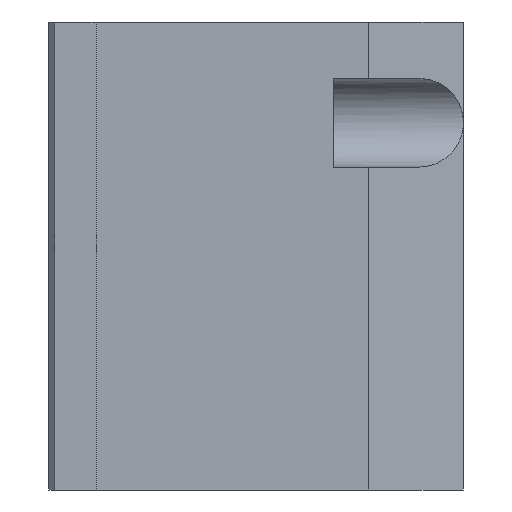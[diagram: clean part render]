
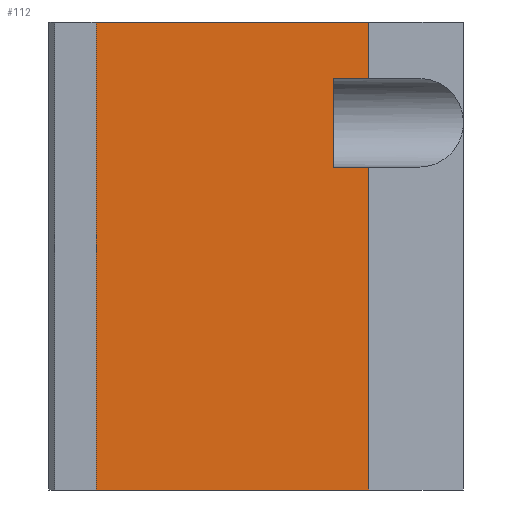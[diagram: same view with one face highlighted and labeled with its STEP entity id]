
A CAD part, left-side view. The second image highlights one B-rep face of the part: STEP entity #112.
In plain terms, the highlighted planar face has unit normal (-1, 0, 0).
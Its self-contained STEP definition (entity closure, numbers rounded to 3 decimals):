
#112 = ADVANCED_FACE( '', ( #213 ), #214, .T. );
#213 = FACE_OUTER_BOUND( '', #342, .T. );
#214 = PLANE( '', #343 );
#342 = EDGE_LOOP( '', ( #665, #666, #667, #668, #669, #670, #671, #672 ) );
#343 = AXIS2_PLACEMENT_3D( '', #673, #674, #675 );
#665 = ORIENTED_EDGE( '', *, *, #924, .T. );
#666 = ORIENTED_EDGE( '', *, *, #913, .T. );
#667 = ORIENTED_EDGE( '', *, *, #919, .T. );
#668 = ORIENTED_EDGE( '', *, *, #938, .T. );
#669 = ORIENTED_EDGE( '', *, *, #939, .T. );
#670 = ORIENTED_EDGE( '', *, *, #940, .F. );
#671 = ORIENTED_EDGE( '', *, *, #941, .T. );
#672 = ORIENTED_EDGE( '', *, *, #942, .T. );
#673 = CARTESIAN_POINT( '', ( -42.5, 16., 0. ) );
#674 = DIRECTION( '', ( -1., 0., 0. ) );
#675 = DIRECTION( '', ( 0., -1., 0. ) );
#913 = EDGE_CURVE( '', #1108, #1109, #1110, .T. );
#919 = EDGE_CURVE( '', #1109, #1119, #1120, .T. );
#924 = EDGE_CURVE( '', #1127, #1108, #1128, .T. );
#938 = EDGE_CURVE( '', #1119, #1150, #1151, .T. );
#939 = EDGE_CURVE( '', #1150, #1152, #1153, .T. );
#940 = EDGE_CURVE( '', #1154, #1152, #1155, .T. );
#941 = EDGE_CURVE( '', #1154, #1156, #1157, .T. );
#942 = EDGE_CURVE( '', #1156, #1127, #1158, .T. );
#1108 = VERTEX_POINT( '', #1425 );
#1109 = VERTEX_POINT( '', #1426 );
#1110 = LINE( '', #1427, #1428 );
#1119 = VERTEX_POINT( '', #1441 );
#1120 = LINE( '', #1442, #1443 );
#1127 = VERTEX_POINT( '', #1454 );
#1128 = LINE( '', #1455, #1456 );
#1150 = VERTEX_POINT( '', #1489 );
#1151 = LINE( '', #1490, #1491 );
#1152 = VERTEX_POINT( '', #1492 );
#1153 = LINE( '', #1493, #1494 );
#1154 = VERTEX_POINT( '', #1495 );
#1155 = LINE( '', #1496, #1497 );
#1156 = VERTEX_POINT( '', #1498 );
#1157 = LINE( '', #1499, #1500 );
#1158 = LINE( '', #1501, #1502 );
#1425 = CARTESIAN_POINT( '', ( -42.5, 22., 54.5 ) );
#1426 = CARTESIAN_POINT( '', ( -42.5, 22., 69.5 ) );
#1427 = CARTESIAN_POINT( '', ( -42.5, 22., 0. ) );
#1428 = VECTOR( '', #1722, 1. );
#1441 = CARTESIAN_POINT( '', ( -42.5, 16., 69.5 ) );
#1442 = CARTESIAN_POINT( '', ( -42.5, 8., 69.5 ) );
#1443 = VECTOR( '', #1730, 1. );
#1454 = CARTESIAN_POINT( '', ( -42.5, 16., 54.5 ) );
#1455 = CARTESIAN_POINT( '', ( -42.5, 8., 54.5 ) );
#1456 = VECTOR( '', #1735, 1. );
#1489 = CARTESIAN_POINT( '', ( -42.5, 16., 79. ) );
#1490 = CARTESIAN_POINT( '', ( -42.5, 16., 0. ) );
#1491 = VECTOR( '', #1753, 1. );
#1492 = CARTESIAN_POINT( '', ( -42.5, 62., 79. ) );
#1493 = CARTESIAN_POINT( '', ( -42.5, 62., 79. ) );
#1494 = VECTOR( '', #1754, 1. );
#1495 = CARTESIAN_POINT( '', ( -42.5, 62., 0. ) );
#1496 = CARTESIAN_POINT( '', ( -42.5, 62., 0. ) );
#1497 = VECTOR( '', #1755, 1. );
#1498 = CARTESIAN_POINT( '', ( -42.5, 16., 0. ) );
#1499 = CARTESIAN_POINT( '', ( -42.5, 62., 0. ) );
#1500 = VECTOR( '', #1756, 1. );
#1501 = CARTESIAN_POINT( '', ( -42.5, 16., 0. ) );
#1502 = VECTOR( '', #1757, 1. );
#1722 = DIRECTION( '', ( 0., 0., 1. ) );
#1730 = DIRECTION( '', ( 0., -1., 0. ) );
#1735 = DIRECTION( '', ( 0., 1., 0. ) );
#1753 = DIRECTION( '', ( 0., 0., 1. ) );
#1754 = DIRECTION( '', ( 0., 1., 0. ) );
#1755 = DIRECTION( '', ( 0., 0., 1. ) );
#1756 = DIRECTION( '', ( 0., -1., 0. ) );
#1757 = DIRECTION( '', ( 0., 0., 1. ) );
